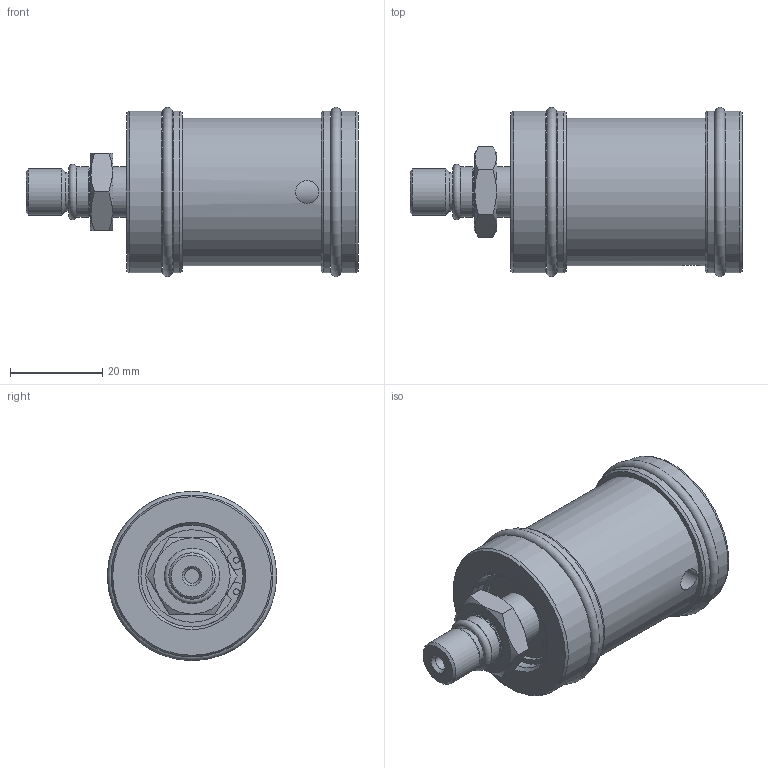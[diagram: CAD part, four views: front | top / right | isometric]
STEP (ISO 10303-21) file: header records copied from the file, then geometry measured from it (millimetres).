
FILE_DESCRIPTION(/* description */ (''),/* implementation_level */ '2;1');
FILE_NAME(/* name */ '1005-635-539-IC.stp',/* time_stamp */ '2020-05-13T14:06:49-05:00',/* author */ ('Moorera'),/* organization */ (''),/* preprocessor_version */ 'ST-DEVELOPER v18.1',/* originating_system */ 'Autodesk Inventor 2020',/* authorisation */ '');
FILE_SCHEMA (('AUTOMOTIVE_DESIGN { 1 0 10303 214 3 1 1 }'));
Length unit declared in the file: millimetre
Products named in the file (1): 1005-635-539-IC
Bounding box: 71.81 x 36.62 x 36.62 mm (x, y, z)
Volume: 44415.9 mm3; surface area: 11668.5 mm2
Topology: 4 solids, 4 shells, 708 faces, 1932 edges, 1297 vertices
Faces by surface type: plane 429, bspline 220, cylinder 40, cone 13, torus 6
Full cylindrical faces by diameter (mm): 1.25 x2, 3.2 x1, 3.242 x1, 5 x1, 8.37 x2, 10 x1, 10.8 x1, 11 x2, 22.07 x1, 32 x1, 32.3 x4, 35 x4
Entity records: 23920 total; most frequent: CARTESIAN_POINT 7180, ORIENTED_EDGE 3862, DIRECTION 2601, EDGE_CURVE 1931, LINE 1323, VECTOR 1323, VERTEX_POINT 1297, EDGE_LOOP 780
